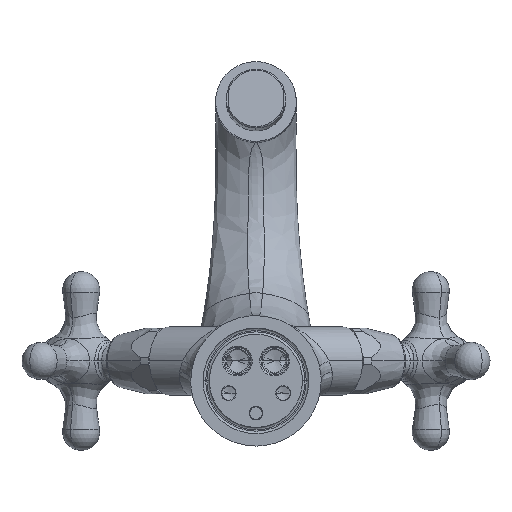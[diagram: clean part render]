
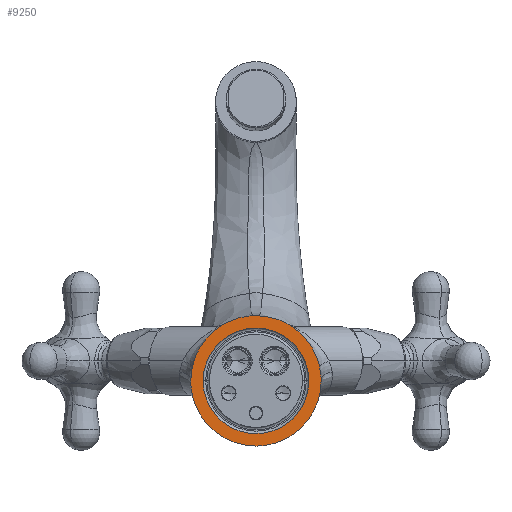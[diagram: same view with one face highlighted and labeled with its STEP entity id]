
A CAD part, front view. The second image highlights one B-rep face of the part: STEP entity #9250.
In plain terms, the highlighted planar face has unit normal (0, -1, 0).
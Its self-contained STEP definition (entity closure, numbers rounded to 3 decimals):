
#1586=CARTESIAN_POINT('',(0.,0.,-26.25));
#1587=CARTESIAN_POINT('',(-3.436,0.,-26.25));
#1588=CARTESIAN_POINT('',(-10.307,0.,-24.883));
#1589=CARTESIAN_POINT('',(-19.045,0.,-19.045));
#1590=CARTESIAN_POINT('',(-24.883,0.,-10.307));
#1591=CARTESIAN_POINT('',(-26.25,0.,-3.436));
#1592=CARTESIAN_POINT('',(-26.25,0.,0.));
#1656=CARTESIAN_POINT('',(26.25,0.,0.));
#1657=CARTESIAN_POINT('',(26.25,0.,-3.436));
#1658=CARTESIAN_POINT('',(24.883,0.,-10.307));
#1659=CARTESIAN_POINT('',(19.045,0.,-19.045));
#1660=CARTESIAN_POINT('',(10.307,0.,-24.883));
#1661=CARTESIAN_POINT('',(3.436,0.,-26.25));
#1662=CARTESIAN_POINT('',(0.,0.,-26.25));
#2029=CARTESIAN_POINT('',(0.,0.,0.));
#2030=DIRECTION('',(0.,1.,0.));
#2031=DIRECTION('',(1.,0.,0.));
#2032=AXIS2_PLACEMENT_3D('',#2029,#2030,#2031);
#2034=CARTESIAN_POINT('',(0.,0.,0.));
#2035=DIRECTION('',(0.,1.,0.));
#2036=DIRECTION('',(-1.,0.,0.));
#2037=AXIS2_PLACEMENT_3D('',#2034,#2035,#2036);
#2054=CARTESIAN_POINT('',(0.,0.,26.25));
#2055=CARTESIAN_POINT('',(3.436,0.,26.25));
#2056=CARTESIAN_POINT('',(10.307,0.,24.883));
#2057=CARTESIAN_POINT('',(19.045,0.,19.045));
#2058=CARTESIAN_POINT('',(24.883,0.,10.307));
#2059=CARTESIAN_POINT('',(26.25,0.,3.436));
#2060=CARTESIAN_POINT('',(26.25,0.,0.));
#4036=CARTESIAN_POINT('',(0.,0.,26.25));
#4038=CARTESIAN_POINT('',(-26.25,0.,0.));
#4039=CARTESIAN_POINT('',(-26.25,0.,3.436));
#4040=CARTESIAN_POINT('',(-24.883,0.,10.307));
#4041=CARTESIAN_POINT('',(-19.045,0.,19.045));
#4042=CARTESIAN_POINT('',(-10.307,0.,24.883));
#4043=CARTESIAN_POINT('',(-3.436,0.,26.25));
#4044=CARTESIAN_POINT('',(0.,0.,26.25));
#6019=VERTEX_POINT('',#4036);
#6026=VERTEX_POINT('',#2060);
#6027=VERTEX_POINT('',#4038);
#6028=VERTEX_POINT('',#1662);
#6119=CARTESIAN_POINT('',(21.25,0.,0.));
#6120=CARTESIAN_POINT('',(-21.25,0.,0.));
#6121=VERTEX_POINT('',#6119);
#6122=VERTEX_POINT('',#6120);
#9233=CARTESIAN_POINT('',(0.,0.,0.));
#9234=DIRECTION('',(0.,1.,0.));
#9235=DIRECTION('',(1.,0.,0.));
#9236=AXIS2_PLACEMENT_3D('',#9233,#9234,#9235);
#9237=PLANE('',#9236);
#9239=ORIENTED_EDGE('',*,*,#9238,.T.);
#9240=ORIENTED_EDGE('',*,*,#8981,.T.);
#9241=ORIENTED_EDGE('',*,*,#8800,.T.);
#9243=ORIENTED_EDGE('',*,*,#9242,.T.);
#9244=EDGE_LOOP('',(#9239,#9240,#9241,#9243));
#9245=FACE_OUTER_BOUND('',#9244,.F.);
#9246=ORIENTED_EDGE('',*,*,#9220,.F.);
#9247=ORIENTED_EDGE('',*,*,#9199,.F.);
#9248=EDGE_LOOP('',(#9246,#9247));
#9249=FACE_BOUND('',#9248,.F.);
#9250=ADVANCED_FACE('',(#9245,#9249),#9237,.F.);
#1593=B_SPLINE_CURVE_WITH_KNOTS('',3,(#1586,#1587,#1588,#1589,#1590,#1591,
#1592),.UNSPECIFIED.,.F.,.F.,(4,1,1,1,4),(0.,0.25,0.5,0.75,1.),
.UNSPECIFIED.);
#1663=B_SPLINE_CURVE_WITH_KNOTS('',3,(#1656,#1657,#1658,#1659,#1660,#1661,
#1662),.UNSPECIFIED.,.F.,.F.,(4,1,1,1,4),(0.,0.25,0.5,0.75,1.),
.UNSPECIFIED.);
#2033=CIRCLE('',#2032,21.25);
#2038=CIRCLE('',#2037,21.25);
#2061=B_SPLINE_CURVE_WITH_KNOTS('',3,(#2054,#2055,#2056,#2057,#2058,#2059,
#2060),.UNSPECIFIED.,.F.,.F.,(4,1,1,1,4),(0.,0.25,0.5,0.75,1.),
.UNSPECIFIED.);
#4045=B_SPLINE_CURVE_WITH_KNOTS('',3,(#4038,#4039,#4040,#4041,#4042,#4043,
#4044),.UNSPECIFIED.,.F.,.F.,(4,1,1,1,4),(0.,0.25,0.5,0.75,1.),
.UNSPECIFIED.);
#8800=EDGE_CURVE('',#6028,#6027,#1593,.T.);
#8981=EDGE_CURVE('',#6026,#6028,#1663,.T.);
#9199=EDGE_CURVE('',#6122,#6121,#2038,.T.);
#9220=EDGE_CURVE('',#6121,#6122,#2033,.T.);
#9238=EDGE_CURVE('',#6019,#6026,#2061,.T.);
#9242=EDGE_CURVE('',#6027,#6019,#4045,.T.);
